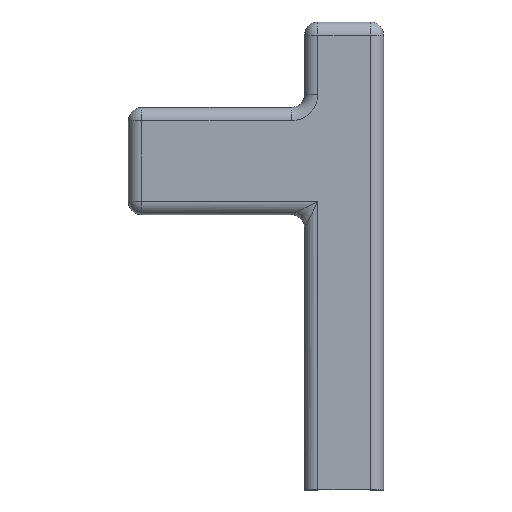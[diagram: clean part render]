
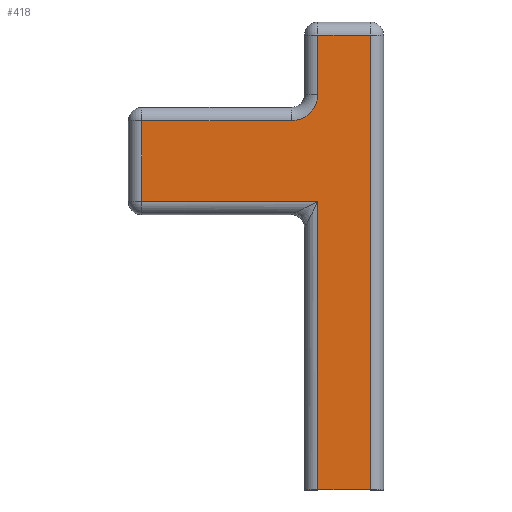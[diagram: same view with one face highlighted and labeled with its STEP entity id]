
A CAD part, top view. The second image highlights one B-rep face of the part: STEP entity #418.
In plain terms, the highlighted planar face has unit normal (0, 0, 1).
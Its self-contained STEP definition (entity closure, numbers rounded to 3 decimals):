
#20 = CARTESIAN_POINT ( 'NONE',  ( 0., 0., 13. ) ) ;
#80 = DIRECTION ( 'NONE',  ( 1., 0., 0. ) ) ;
#85 = CARTESIAN_POINT ( 'NONE',  ( 26.8, 0., 13. ) ) ;
#152 = ORIENTED_EDGE ( 'NONE', *, *, #1109, .T. ) ;
#162 = VECTOR ( 'NONE', #687, 1000. ) ;
#172 = LINE ( 'NONE', #388, #360 ) ;
#181 = AXIS2_PLACEMENT_3D ( 'NONE', #565, #951, #649 ) ;
#194 = DIRECTION ( 'NONE',  ( -1., 0., 0. ) ) ;
#222 = CARTESIAN_POINT ( 'NONE',  ( 34.8, 0., 13. ) ) ;
#238 = VERTEX_POINT ( 'NONE', #1131 ) ;
#264 = LINE ( 'NONE', #957, #931 ) ;
#272 = FACE_OUTER_BOUND ( 'NONE', #655, .T. ) ;
#326 = EDGE_CURVE ( 'NONE', #355, #731, #955, .T. ) ;
#338 = VECTOR ( 'NONE', #450, 1000. ) ;
#355 = VERTEX_POINT ( 'NONE', #475 ) ;
#358 = EDGE_CURVE ( 'NONE', #1255, #605, #172, .T. ) ;
#360 = VECTOR ( 'NONE', #1039, 1000. ) ;
#364 = DIRECTION ( 'NONE',  ( 0., 0., 1. ) ) ;
#365 = CARTESIAN_POINT ( 'NONE',  ( 0., 12.3, 13. ) ) ;
#371 = DIRECTION ( 'NONE',  ( -1., 0., 0. ) ) ;
#374 = CARTESIAN_POINT ( 'NONE',  ( 34.8, 25.3, 13. ) ) ;
#388 = CARTESIAN_POINT ( 'NONE',  ( 24.8, 0., 13. ) ) ;
#392 = VERTEX_POINT ( 'NONE', #1272 ) ;
#396 = EDGE_CURVE ( 'NONE', #238, #1255, #562, .T. ) ;
#418 = ADVANCED_FACE ( 'NONE', ( #272 ), #553, .T. ) ;
#433 = VERTEX_POINT ( 'NONE', #374 ) ;
#450 = DIRECTION ( 'NONE',  ( 0., -1., 0. ) ) ;
#471 = DIRECTION ( 'NONE',  ( 0., -1., 0. ) ) ;
#475 = CARTESIAN_POINT ( 'NONE',  ( 26.8, 25.3, 13. ) ) ;
#486 = CARTESIAN_POINT ( 'NONE',  ( 22.8, 12.3, 13. ) ) ;
#500 = ORIENTED_EDGE ( 'NONE', *, *, #942, .T. ) ;
#538 = AXIS2_PLACEMENT_3D ( 'NONE', #1243, #364, #1045 ) ;
#553 = PLANE ( 'NONE',  #538 ) ;
#558 = VECTOR ( 'NONE', #1144, 1000. ) ;
#559 = ORIENTED_EDGE ( 'NONE', *, *, #1274, .T. ) ;
#562 = LINE ( 'NONE', #770, #338 ) ;
#565 = CARTESIAN_POINT ( 'NONE',  ( 22.8, 16.3, 13. ) ) ;
#605 = VERTEX_POINT ( 'NONE', #818 ) ;
#649 = DIRECTION ( 'NONE',  ( 1., 0., 0. ) ) ;
#655 = EDGE_LOOP ( 'NONE', ( #902, #839, #1018, #1074, #559, #152, #1194, #500, #809 ) ) ;
#687 = DIRECTION ( 'NONE',  ( 0., 1., 0. ) ) ;
#731 = VERTEX_POINT ( 'NONE', #940 ) ;
#763 = VECTOR ( 'NONE', #194, 1000. ) ;
#770 = CARTESIAN_POINT ( 'NONE',  ( 0., 0., 13. ) ) ;
#809 = ORIENTED_EDGE ( 'NONE', *, *, #326, .T. ) ;
#818 = CARTESIAN_POINT ( 'NONE',  ( 26.8, 0., 13. ) ) ;
#839 = ORIENTED_EDGE ( 'NONE', *, *, #1091, .T. ) ;
#883 = EDGE_CURVE ( 'NONE', #1029, #433, #1181, .T. ) ;
#902 = ORIENTED_EDGE ( 'NONE', *, *, #1038, .F. ) ;
#931 = VECTOR ( 'NONE', #80, 1000. ) ;
#940 = CARTESIAN_POINT ( 'NONE',  ( 26.8, 16.3, 13. ) ) ;
#942 = EDGE_CURVE ( 'NONE', #433, #355, #1068, .T. ) ;
#951 = DIRECTION ( 'NONE',  ( 0., 0., 1. ) ) ;
#952 = VECTOR ( 'NONE', #371, 1000. ) ;
#955 = LINE ( 'NONE', #961, #558 ) ;
#957 = CARTESIAN_POINT ( 'NONE',  ( 24.8, -43.85, 13. ) ) ;
#961 = CARTESIAN_POINT ( 'NONE',  ( 26.8, 0., 13. ) ) ;
#967 = VERTEX_POINT ( 'NONE', #486 ) ;
#993 = VECTOR ( 'NONE', #471, 1000. ) ;
#1018 = ORIENTED_EDGE ( 'NONE', *, *, #396, .T. ) ;
#1029 = VERTEX_POINT ( 'NONE', #1160 ) ;
#1038 = EDGE_CURVE ( 'NONE', #967, #731, #1159, .T. ) ;
#1039 = DIRECTION ( 'NONE',  ( 1., 0., 0. ) ) ;
#1045 = DIRECTION ( 'NONE',  ( 1., 0., 0. ) ) ;
#1061 = LINE ( 'NONE', #85, #993 ) ;
#1068 = LINE ( 'NONE', #1075, #763 ) ;
#1074 = ORIENTED_EDGE ( 'NONE', *, *, #358, .T. ) ;
#1075 = CARTESIAN_POINT ( 'NONE',  ( 0., 25.3, 13. ) ) ;
#1091 = EDGE_CURVE ( 'NONE', #967, #238, #1247, .T. ) ;
#1109 = EDGE_CURVE ( 'NONE', #392, #1029, #264, .T. ) ;
#1131 = CARTESIAN_POINT ( 'NONE',  ( 0., 12.3, 13. ) ) ;
#1144 = DIRECTION ( 'NONE',  ( 0., -1., 0. ) ) ;
#1159 = CIRCLE ( 'NONE', #181, 4. ) ;
#1160 = CARTESIAN_POINT ( 'NONE',  ( 34.8, -43.85, 13. ) ) ;
#1181 = LINE ( 'NONE', #222, #162 ) ;
#1194 = ORIENTED_EDGE ( 'NONE', *, *, #883, .T. ) ;
#1243 = CARTESIAN_POINT ( 'NONE',  ( 0., 0., 13. ) ) ;
#1247 = LINE ( 'NONE', #365, #952 ) ;
#1255 = VERTEX_POINT ( 'NONE', #20 ) ;
#1272 = CARTESIAN_POINT ( 'NONE',  ( 26.8, -43.85, 13. ) ) ;
#1274 = EDGE_CURVE ( 'NONE', #605, #392, #1061, .T. ) ;
